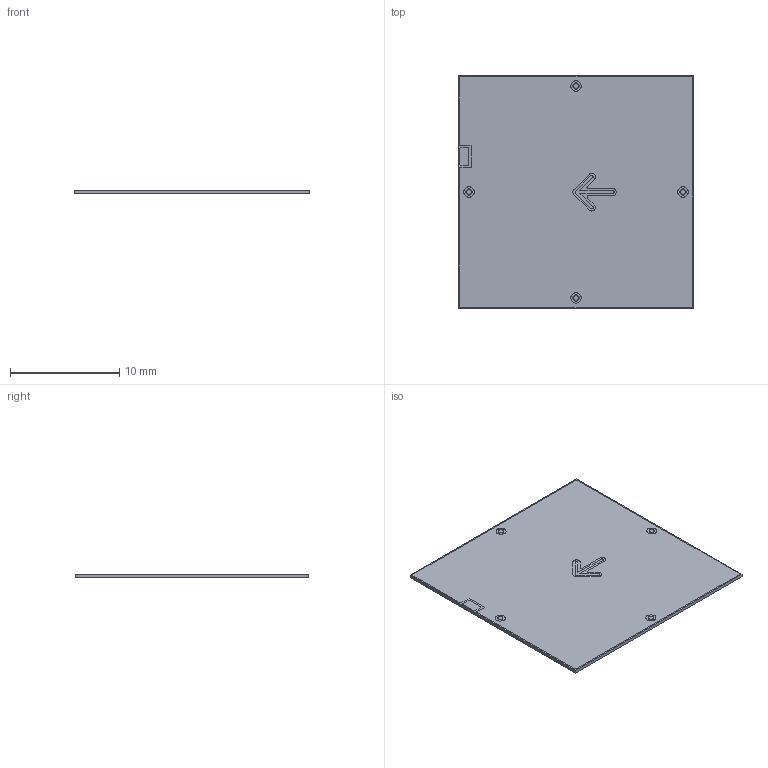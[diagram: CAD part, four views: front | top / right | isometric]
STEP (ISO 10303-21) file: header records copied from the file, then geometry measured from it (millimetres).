
FILE_DESCRIPTION(('FreeCAD Model'),'2;1');
FILE_NAME('Open CASCADE Shape Model','2022-07-27T11:42:12',( 'Caleb Fangmeier'),('UNL'),'Open CASCADE STEP processor 7.6', 'FreeCAD','Unknown');
FILE_SCHEMA(('AUTOMOTIVE_DESIGN { 1 0 10303 214 1 1 1 1 }'));
Length unit declared in the file: millimetre
Products named in the file (8): etl_lgad_mockup_v1p1; Board_Geoms_3821; Local_CS_3821; Pcb_3821; PCB_Sketch_3821; topPads_3821; topTracks_3821; topZones_3821
Assembly tree (7 placements, depth 3):
  etl_lgad_mockup_v1p1
    Board_Geoms_3821
      Local_CS_3821
      Pcb_3821
      PCB_Sketch_3821
      topPads_3821
      topTracks_3821
      topZones_3821
Bounding box: 21.6 x 21.4 x 0.32 mm (x, y, z)
Volume: 138.7 mm3; surface area: 1396.1 mm2
Topology: 1 solids, 8 shells, 13 faces, 326 edges, 326 vertices
Faces by surface type: plane 13
Entity records: 3125 total; most frequent: CARTESIAN_POINT 673, DIRECTION 512, ORIENTED_EDGE 334, EDGE_CURVE 322, VERTEX_POINT 318, LINE 182, VECTOR 182, AXIS2_PLACEMENT_3D 165
